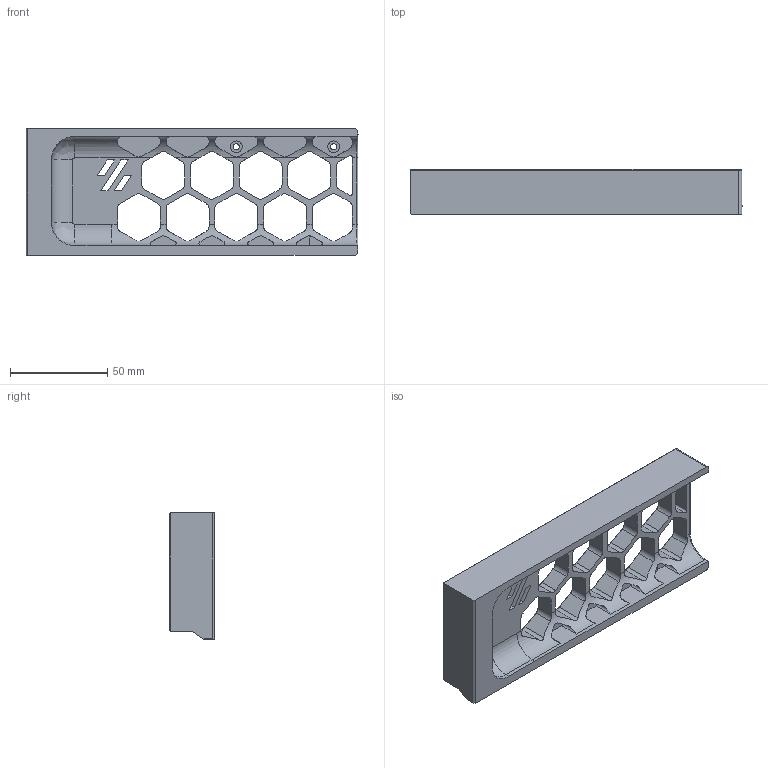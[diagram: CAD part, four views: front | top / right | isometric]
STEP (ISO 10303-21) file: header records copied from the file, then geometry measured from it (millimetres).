
FILE_DESCRIPTION(/* description */ (''),/* implementation_level */ '2;1');
FILE_NAME(/* name */ 'leftj_skirt_300mm.step',/* time_stamp */ '2024-07-18T14:17:05-05:00',/* author */ (''),/* organization */ (''),/* preprocessor_version */ 'ST-DEVELOPER v20',/* originating_system */ 'Autodesk Translation Framework v13.14.0.145',/* authorisation */ '');
FILE_SCHEMA (('AUTOMOTIVE_DESIGN { 1 0 10303 214 3 1 1 }'));
Length unit declared in the file: millimetre
Products named in the file (1): left_300mm
Bounding box: 170.5 x 23 x 65 mm (x, y, z)
Volume: 95655 mm3; surface area: 36191.5 mm2
Topology: 1 solids, 1 shells, 378 faces, 1089 edges, 705 vertices
Faces by surface type: plane 201, cylinder 111, cone 62, torus 2, bspline 2
Full cylindrical faces by diameter (mm): 3.2 x2, 6 x2
Entity records: 12915 total; most frequent: CARTESIAN_POINT 2769, ORIENTED_EDGE 2178, DIRECTION 2073, EDGE_CURVE 1089, LINE 741, VECTOR 741, VERTEX_POINT 705, AXIS2_PLACEMENT_3D 666
